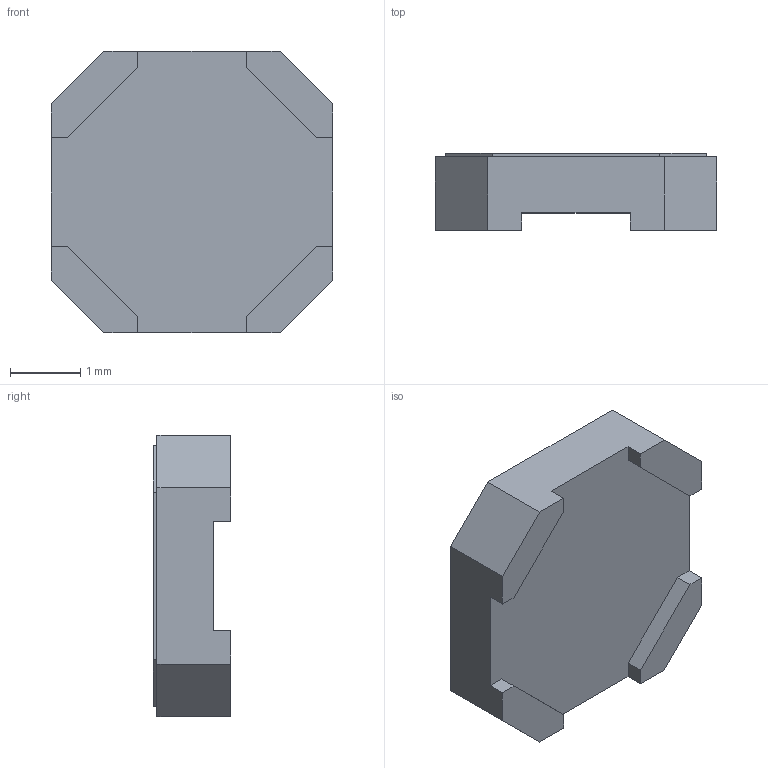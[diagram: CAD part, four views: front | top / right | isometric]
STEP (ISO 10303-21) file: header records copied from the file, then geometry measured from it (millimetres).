
FILE_DESCRIPTION (( 'STEP AP214' ), '1' );
FILE_NAME ('Coilcraft-LPD4012.STEP', '2018-12-18T19:52:32', ( '' ), ( '' ), 'SwSTEP 2.0', 'SolidWorks 2018', '' );
FILE_SCHEMA (( 'AUTOMOTIVE_DESIGN' ));
Length unit declared in the file: millimetre
Products named in the file (1): Coilcraft-LPD4012
Bounding box: 4.02 x 1.1 x 4.02 mm (x, y, z)
Volume: 13.4 mm3; surface area: 46.1 mm2
Topology: 1 solids, 1 shells, 100 faces, 248 edges, 157 vertices
Faces by surface type: plane 63, bspline 35, cylinder 2
Entity records: 4233 total; most frequent: CARTESIAN_POINT 1689, ORIENTED_EDGE 496, DIRECTION 314, EDGE_CURVE 248, LINE 174, VECTOR 174, VERTEX_POINT 157, EDGE_LOOP 107
